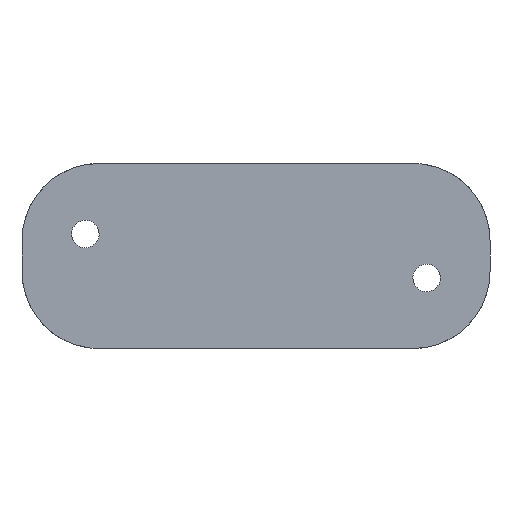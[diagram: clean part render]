
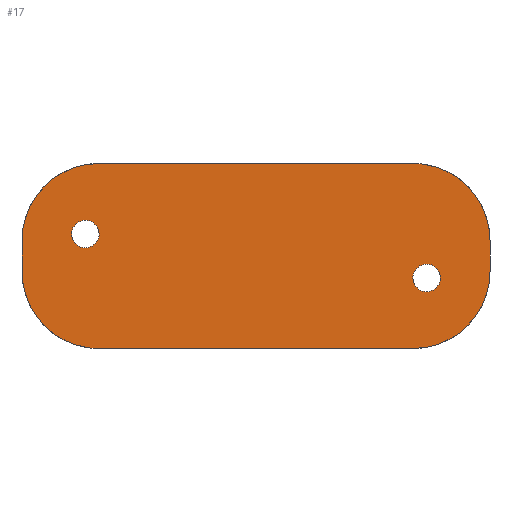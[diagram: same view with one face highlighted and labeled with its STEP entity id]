
A CAD part, front view. The second image highlights one B-rep face of the part: STEP entity #17.
In plain terms, the highlighted free-form (B-spline) face has degree [1, 1] with [2, 2] control points.
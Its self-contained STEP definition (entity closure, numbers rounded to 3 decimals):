
#17 = ADVANCED_FACE('',(#18,#80,#102),#124,.F.);
#18 = FACE_BOUND('',#19,.F.);
#19 = EDGE_LOOP('',(#20,#30,#37,#45,#52,#60,#67,#75));
#20 = ORIENTED_EDGE('',*,*,#21,.F.);
#21 = EDGE_CURVE('',#22,#24,#26,.T.);
#22 = VERTEX_POINT('',#23);
#23 = CARTESIAN_POINT('',(-40.157,0.,
    23.671));
#24 = VERTEX_POINT('',#25);
#25 = CARTESIAN_POINT('',(-59.883,0.,
    3.945));
#26 = ( BOUNDED_CURVE() B_SPLINE_CURVE(2,(#27,#28,#29),.UNSPECIFIED.,.F.
,.F.) B_SPLINE_CURVE_WITH_KNOTS((3,3),(0.,1.571),
.PIECEWISE_BEZIER_KNOTS.) CURVE() GEOMETRIC_REPRESENTATION_ITEM() 
RATIONAL_B_SPLINE_CURVE((1.,0.707,1.)) REPRESENTATION_ITEM('') 
  );
#27 = CARTESIAN_POINT('',(-40.157,0.,
    23.671));
#28 = CARTESIAN_POINT('',(-59.883,0.,
    23.671));
#29 = CARTESIAN_POINT('',(-59.883,0.,
    3.945));
#30 = ORIENTED_EDGE('',*,*,#31,.T.);
#31 = EDGE_CURVE('',#22,#32,#34,.T.);
#32 = VERTEX_POINT('',#33);
#33 = CARTESIAN_POINT('',(40.157,0.,
    23.671));
#34 = B_SPLINE_CURVE_WITH_KNOTS('',1,(#35,#36),.UNSPECIFIED.,.F.,.F.,(2,
    2),(0.,57.),.PIECEWISE_BEZIER_KNOTS.);
#35 = CARTESIAN_POINT('',(-40.157,0.,23.671));
#36 = CARTESIAN_POINT('',(40.157,0.,23.671));
#37 = ORIENTED_EDGE('',*,*,#38,.F.);
#38 = EDGE_CURVE('',#39,#32,#41,.T.);
#39 = VERTEX_POINT('',#40);
#40 = CARTESIAN_POINT('',(59.883,0.,
    3.945));
#41 = ( BOUNDED_CURVE() B_SPLINE_CURVE(2,(#42,#43,#44),.UNSPECIFIED.,.F.
,.F.) B_SPLINE_CURVE_WITH_KNOTS((3,3),(0.,1.571),
.PIECEWISE_BEZIER_KNOTS.) CURVE() GEOMETRIC_REPRESENTATION_ITEM() 
RATIONAL_B_SPLINE_CURVE((1.,0.707,1.)) REPRESENTATION_ITEM('') 
  );
#42 = CARTESIAN_POINT('',(59.883,0.,
    3.945));
#43 = CARTESIAN_POINT('',(59.883,0.,
    23.671));
#44 = CARTESIAN_POINT('',(40.157,0.,
    23.671));
#45 = ORIENTED_EDGE('',*,*,#46,.T.);
#46 = EDGE_CURVE('',#39,#47,#49,.T.);
#47 = VERTEX_POINT('',#48);
#48 = CARTESIAN_POINT('',(59.883,0.,
    -3.945));
#49 = B_SPLINE_CURVE_WITH_KNOTS('',1,(#50,#51),.UNSPECIFIED.,.F.,.F.,(2,
    2),(0.,5.6),.PIECEWISE_BEZIER_KNOTS.);
#50 = CARTESIAN_POINT('',(59.883,0.,3.945));
#51 = CARTESIAN_POINT('',(59.883,0.,-3.945));
#52 = ORIENTED_EDGE('',*,*,#53,.F.);
#53 = EDGE_CURVE('',#54,#47,#56,.T.);
#54 = VERTEX_POINT('',#55);
#55 = CARTESIAN_POINT('',(40.157,0.,
    -23.671));
#56 = ( BOUNDED_CURVE() B_SPLINE_CURVE(2,(#57,#58,#59),.UNSPECIFIED.,.F.
,.F.) B_SPLINE_CURVE_WITH_KNOTS((3,3),(0.,1.571),
.PIECEWISE_BEZIER_KNOTS.) CURVE() GEOMETRIC_REPRESENTATION_ITEM() 
RATIONAL_B_SPLINE_CURVE((1.,0.707,1.)) REPRESENTATION_ITEM('') 
  );
#57 = CARTESIAN_POINT('',(40.157,0.,
    -23.671));
#58 = CARTESIAN_POINT('',(59.883,0.,
    -23.671));
#59 = CARTESIAN_POINT('',(59.883,0.,
    -3.945));
#60 = ORIENTED_EDGE('',*,*,#61,.T.);
#61 = EDGE_CURVE('',#54,#62,#64,.T.);
#62 = VERTEX_POINT('',#63);
#63 = CARTESIAN_POINT('',(-40.157,0.,
    -23.671));
#64 = B_SPLINE_CURVE_WITH_KNOTS('',1,(#65,#66),.UNSPECIFIED.,.F.,.F.,(2,
    2),(0.,57.),.PIECEWISE_BEZIER_KNOTS.);
#65 = CARTESIAN_POINT('',(40.157,0.,-23.671));
#66 = CARTESIAN_POINT('',(-40.157,0.,-23.671));
#67 = ORIENTED_EDGE('',*,*,#68,.F.);
#68 = EDGE_CURVE('',#69,#62,#71,.T.);
#69 = VERTEX_POINT('',#70);
#70 = CARTESIAN_POINT('',(-59.883,0.,
    -3.945));
#71 = ( BOUNDED_CURVE() B_SPLINE_CURVE(2,(#72,#73,#74),.UNSPECIFIED.,.F.
,.F.) B_SPLINE_CURVE_WITH_KNOTS((3,3),(0.,1.571),
.PIECEWISE_BEZIER_KNOTS.) CURVE() GEOMETRIC_REPRESENTATION_ITEM() 
RATIONAL_B_SPLINE_CURVE((1.,0.707,1.)) REPRESENTATION_ITEM('') 
  );
#72 = CARTESIAN_POINT('',(-59.883,0.,
    -3.945));
#73 = CARTESIAN_POINT('',(-59.883,0.,
    -23.671));
#74 = CARTESIAN_POINT('',(-40.157,0.,
    -23.671));
#75 = ORIENTED_EDGE('',*,*,#76,.T.);
#76 = EDGE_CURVE('',#69,#24,#77,.T.);
#77 = B_SPLINE_CURVE_WITH_KNOTS('',1,(#78,#79),.UNSPECIFIED.,.F.,.F.,(2,
    2),(0.,5.6),.PIECEWISE_BEZIER_KNOTS.);
#78 = CARTESIAN_POINT('',(-59.883,0.,-3.945));
#79 = CARTESIAN_POINT('',(-59.883,0.,3.945));
#80 = FACE_BOUND('',#81,.F.);
#81 = EDGE_LOOP('',(#82,#94));
#82 = ORIENTED_EDGE('',*,*,#83,.T.);
#83 = EDGE_CURVE('',#84,#86,#88,.T.);
#84 = VERTEX_POINT('',#85);
#85 = CARTESIAN_POINT('',(47.202,0.,-5.636));
#86 = VERTEX_POINT('',#87);
#87 = CARTESIAN_POINT('',(40.157,0.,-5.636));
#88 = ( BOUNDED_CURVE() B_SPLINE_CURVE(2,(#89,#90,#91,#92,#93),
.UNSPECIFIED.,.F.,.F.) B_SPLINE_CURVE_WITH_KNOTS((3,2,3),(0.,
1.571,3.142),.PIECEWISE_BEZIER_KNOTS.) CURVE() 
GEOMETRIC_REPRESENTATION_ITEM() RATIONAL_B_SPLINE_CURVE((1.,
0.707,1.,0.707,1.)) REPRESENTATION_ITEM('') );
#89 = CARTESIAN_POINT('',(47.202,0.,-5.636));
#90 = CARTESIAN_POINT('',(47.202,0.,-2.114));
#91 = CARTESIAN_POINT('',(43.679,0.,-2.114));
#92 = CARTESIAN_POINT('',(40.157,0.,-2.114));
#93 = CARTESIAN_POINT('',(40.157,0.,-5.636));
#94 = ORIENTED_EDGE('',*,*,#95,.T.);
#95 = EDGE_CURVE('',#86,#84,#96,.T.);
#96 = ( BOUNDED_CURVE() B_SPLINE_CURVE(2,(#97,#98,#99,#100,#101),
.UNSPECIFIED.,.F.,.F.) B_SPLINE_CURVE_WITH_KNOTS((3,2,3),(0.,
1.571,3.142),.PIECEWISE_BEZIER_KNOTS.) CURVE() 
GEOMETRIC_REPRESENTATION_ITEM() RATIONAL_B_SPLINE_CURVE((1.,
0.707,1.,0.707,1.)) REPRESENTATION_ITEM('') );
#97 = CARTESIAN_POINT('',(40.157,0.,-5.636));
#98 = CARTESIAN_POINT('',(40.157,0.,-9.159));
#99 = CARTESIAN_POINT('',(43.679,0.,-9.159));
#100 = CARTESIAN_POINT('',(47.202,0.,-9.159));
#101 = CARTESIAN_POINT('',(47.202,0.,-5.636));
#102 = FACE_BOUND('',#103,.F.);
#103 = EDGE_LOOP('',(#104,#116));
#104 = ORIENTED_EDGE('',*,*,#105,.T.);
#105 = EDGE_CURVE('',#106,#108,#110,.T.);
#106 = VERTEX_POINT('',#107);
#107 = CARTESIAN_POINT('',(-40.157,0.,5.636));
#108 = VERTEX_POINT('',#109);
#109 = CARTESIAN_POINT('',(-47.202,0.,5.636));
#110 = ( BOUNDED_CURVE() B_SPLINE_CURVE(2,(#111,#112,#113,#114,#115),
.UNSPECIFIED.,.F.,.F.) B_SPLINE_CURVE_WITH_KNOTS((3,2,3),(0.,
1.571,3.142),.PIECEWISE_BEZIER_KNOTS.) CURVE() 
GEOMETRIC_REPRESENTATION_ITEM() RATIONAL_B_SPLINE_CURVE((1.,
0.707,1.,0.707,1.)) REPRESENTATION_ITEM('') );
#111 = CARTESIAN_POINT('',(-40.157,0.,5.636));
#112 = CARTESIAN_POINT('',(-40.157,0.,9.159));
#113 = CARTESIAN_POINT('',(-43.679,0.,9.159));
#114 = CARTESIAN_POINT('',(-47.202,0.,9.159));
#115 = CARTESIAN_POINT('',(-47.202,0.,5.636));
#116 = ORIENTED_EDGE('',*,*,#117,.T.);
#117 = EDGE_CURVE('',#108,#106,#118,.T.);
#118 = ( BOUNDED_CURVE() B_SPLINE_CURVE(2,(#119,#120,#121,#122,#123),
.UNSPECIFIED.,.F.,.F.) B_SPLINE_CURVE_WITH_KNOTS((3,2,3),(0.,
1.571,3.142),.PIECEWISE_BEZIER_KNOTS.) CURVE() 
GEOMETRIC_REPRESENTATION_ITEM() RATIONAL_B_SPLINE_CURVE((1.,
0.707,1.,0.707,1.)) REPRESENTATION_ITEM('') );
#119 = CARTESIAN_POINT('',(-47.202,0.,5.636));
#120 = CARTESIAN_POINT('',(-47.202,0.,2.114));
#121 = CARTESIAN_POINT('',(-43.679,0.,2.114));
#122 = CARTESIAN_POINT('',(-40.157,0.,2.114));
#123 = CARTESIAN_POINT('',(-40.157,0.,5.636));
#124 = B_SPLINE_SURFACE_WITH_KNOTS('',1,1,(
    (#125,#126)
    ,(#127,#128
    )),.UNSPECIFIED.,.F.,.F.,.F.,(2,2),(2,2),(-42.5,42.5),(-16.8,16.8),
  .PIECEWISE_BEZIER_KNOTS.);
#125 = CARTESIAN_POINT('',(-59.883,0.,23.671));
#126 = CARTESIAN_POINT('',(-59.883,0.,-23.671));
#127 = CARTESIAN_POINT('',(59.883,0.,23.671));
#128 = CARTESIAN_POINT('',(59.883,0.,-23.671));
